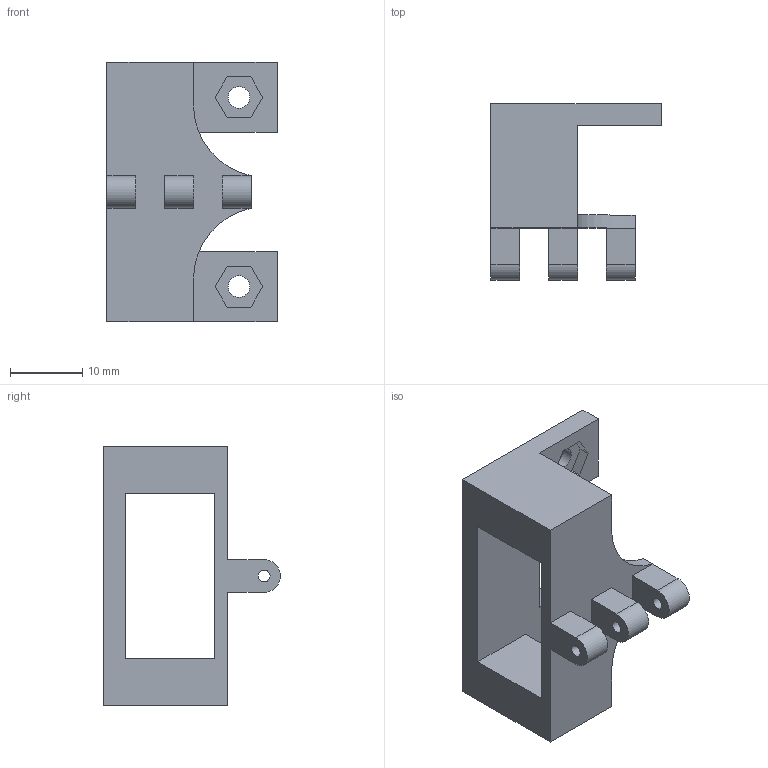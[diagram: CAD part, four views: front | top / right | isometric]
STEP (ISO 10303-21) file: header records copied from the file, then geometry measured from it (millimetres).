
FILE_DESCRIPTION(/* description */ (''),/* implementation_level */ '2;1');
FILE_NAME(/* name */ 'Servo Clamp.stp',/* time_stamp */ '2022-09-22T11:56:11+02:00',/* author */ (''),/* organization */ (''),/* preprocessor_version */ 'ST-DEVELOPER v19',/* originating_system */ 'Autodesk Translation Framework v11.7.0.108',/* authorisation */ '');
FILE_SCHEMA (('AUTOMOTIVE_DESIGN { 1 0 10303 214 3 1 1 }'));
Length unit declared in the file: millimetre
Products named in the file (1): Servo Clamp
Bounding box: 23.58 x 24.45 x 35.9 mm (x, y, z)
Volume: 4677 mm3; surface area: 4103.7 mm2
Topology: 1 solids, 1 shells, 59 faces, 157 edges, 104 vertices
Faces by surface type: plane 47, cylinder 12
Full cylindrical faces by diameter (mm): 1.65 x3, 1.7 x2, 3 x2
Entity records: 1876 total; most frequent: CARTESIAN_POINT 321, ORIENTED_EDGE 314, DIRECTION 301, EDGE_CURVE 157, LINE 133, VECTOR 133, VERTEX_POINT 104, AXIS2_PLACEMENT_3D 84
